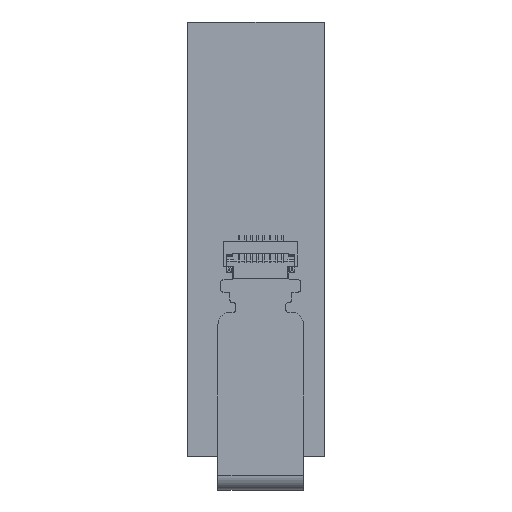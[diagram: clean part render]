
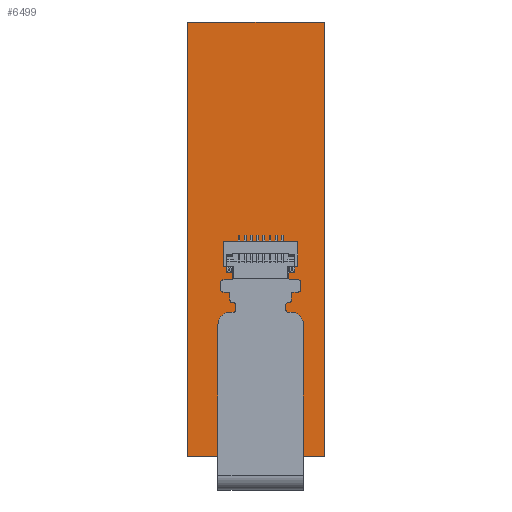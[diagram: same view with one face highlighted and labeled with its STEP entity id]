
A CAD part, top view. The second image highlights one B-rep face of the part: STEP entity #6499.
In plain terms, the highlighted face is planar.
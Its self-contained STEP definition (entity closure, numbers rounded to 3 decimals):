
#213=PLANE('',#6969);
#500=FACE_OUTER_BOUND('',#823,.T.);
#823=EDGE_LOOP('',(#5543,#5544,#5545,#5546));
#1477=LINE('',#10277,#2216);
#1481=LINE('',#10285,#2220);
#1484=LINE('',#10291,#2223);
#1487=LINE('',#10296,#2226);
#2216=VECTOR('',#8417,10.);
#2220=VECTOR('',#8423,10.);
#2223=VECTOR('',#8428,10.);
#2226=VECTOR('',#8433,10.);
#3038=VERTEX_POINT('',#10275);
#3039=VERTEX_POINT('',#10276);
#3042=VERTEX_POINT('',#10284);
#3044=VERTEX_POINT('',#10290);
#3891=EDGE_CURVE('',#3038,#3039,#1477,.T.);
#3895=EDGE_CURVE('',#3042,#3038,#1481,.T.);
#3898=EDGE_CURVE('',#3044,#3042,#1484,.T.);
#3901=EDGE_CURVE('',#3039,#3044,#1487,.T.);
#5543=ORIENTED_EDGE('',*,*,#3901,.F.);
#5544=ORIENTED_EDGE('',*,*,#3891,.F.);
#5545=ORIENTED_EDGE('',*,*,#3895,.F.);
#5546=ORIENTED_EDGE('',*,*,#3898,.F.);
#6499=ADVANCED_FACE('',(#500),#213,.F.);
#6969=AXIS2_PLACEMENT_3D('',#10299,#8437,#8438);
#8417=DIRECTION('',(-1.,0.,0.));
#8423=DIRECTION('',(0.,1.,0.));
#8428=DIRECTION('',(1.,0.,0.));
#8433=DIRECTION('',(0.,-1.,0.));
#8437=DIRECTION('center_axis',(0.,0.,1.));
#8438=DIRECTION('ref_axis',(1.,0.,0.));
#10275=CARTESIAN_POINT('',(16.154,8.059,0.));
#10276=CARTESIAN_POINT('',(-19.,8.059,0.));
#10277=CARTESIAN_POINT('',(16.154,8.059,0.));
#10284=CARTESIAN_POINT('',(16.154,-3.,0.));
#10285=CARTESIAN_POINT('',(16.154,-3.,0.));
#10290=CARTESIAN_POINT('',(-19.,-3.,0.));
#10291=CARTESIAN_POINT('',(-19.,-3.,0.));
#10296=CARTESIAN_POINT('',(-19.,8.059,0.));
#10299=CARTESIAN_POINT('Origin',(-1.423,2.53,0.));
